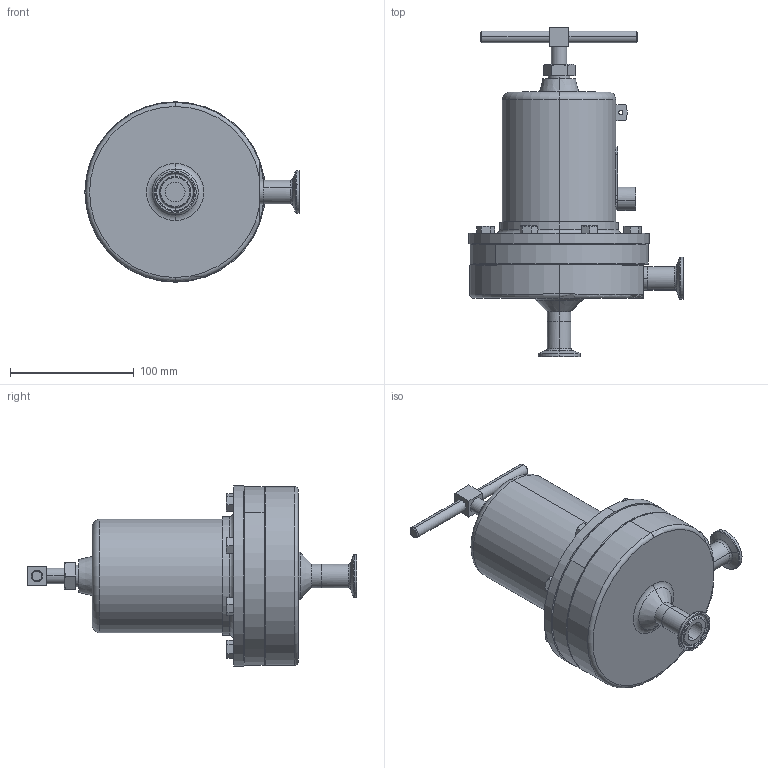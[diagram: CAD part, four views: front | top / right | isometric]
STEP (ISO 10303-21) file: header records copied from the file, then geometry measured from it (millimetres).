
FILE_DESCRIPTION (( 'STEP AP203' ), '1' );
FILE_NAME ('96DAA-15.STEP', '2017-06-07T13:47:45', ( '' ), ( '' ), 'SwSTEP 2.0', 'SolidWorks 2014', '' );
FILE_SCHEMA (( 'CONFIG_CONTROL_DESIGN' ));
Length unit declared in the file: inch
Products named in the file (2): 96DAA-15
Bounding box: 173.28 x 266.75 x 146.05 mm (x, y, z)
Volume: 1670888.8 mm3; surface area: 132866.3 mm2
Topology: 1 solids, 1 shells, 294 faces, 675 edges, 414 vertices
Faces by surface type: plane 99, cylinder 83, cone 83, torus 29
Entity records: 9113 total; most frequent: CARTESIAN_POINT 2235, DIRECTION 1449, ORIENTED_EDGE 1350, EDGE_CURVE 675, AXIS2_PLACEMENT_3D 597, VERTEX_POINT 414, EDGE_LOOP 359, CIRCLE 301
